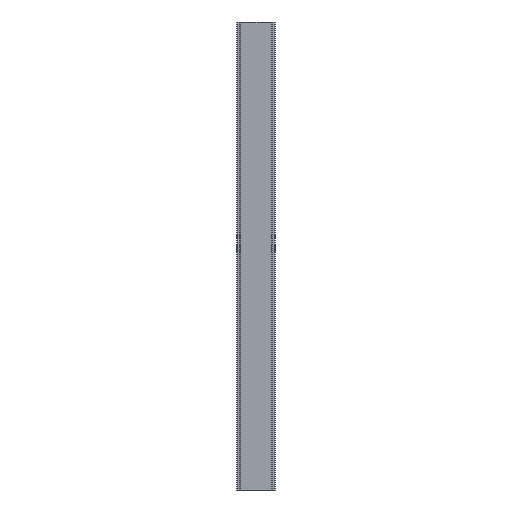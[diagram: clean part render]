
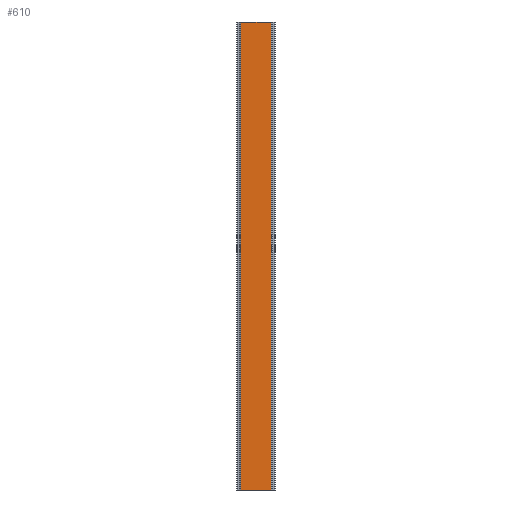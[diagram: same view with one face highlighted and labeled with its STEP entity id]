
A CAD part, front view. The second image highlights one B-rep face of the part: STEP entity #610.
In plain terms, the highlighted planar face has unit normal (0, -1, 0).
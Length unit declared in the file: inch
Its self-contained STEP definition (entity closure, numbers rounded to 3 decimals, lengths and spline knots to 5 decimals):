
#19 = ORIENTED_EDGE ( 'NONE', *, *, #251, .T. ) ;
#30 = CARTESIAN_POINT ( 'NONE',  ( -0.7825, 0., -24. ) ) ;
#50 = ORIENTED_EDGE ( 'NONE', *, *, #256, .F. ) ;
#72 = LINE ( 'NONE', #390, #369 ) ;
#76 = DIRECTION ( 'NONE',  ( 0., 0., 1. ) ) ;
#80 = VERTEX_POINT ( 'NONE', #1144 ) ;
#139 = EDGE_CURVE ( 'NONE', #345, #1111, #858, .T. ) ;
#193 = CARTESIAN_POINT ( 'NONE',  ( 0.7825, 0., -24. ) ) ;
#220 = EDGE_LOOP ( 'NONE', ( #50, #359, #267, #19 ) ) ;
#251 = EDGE_CURVE ( 'NONE', #80, #1035, #304, .T. ) ;
#256 = EDGE_CURVE ( 'NONE', #1111, #1035, #72, .T. ) ;
#267 = ORIENTED_EDGE ( 'NONE', *, *, #415, .T. ) ;
#304 = LINE ( 'NONE', #193, #1005 ) ;
#345 = VERTEX_POINT ( 'NONE', #30 ) ;
#353 = CARTESIAN_POINT ( 'NONE',  ( -0.7825, 0., -24. ) ) ;
#359 = ORIENTED_EDGE ( 'NONE', *, *, #139, .F. ) ;
#369 = VECTOR ( 'NONE', #733, 39.37008 ) ;
#386 = DIRECTION ( 'NONE',  ( 0., 0., 1. ) ) ;
#390 = CARTESIAN_POINT ( 'NONE',  ( -0.7825, 0., 0. ) ) ;
#415 = EDGE_CURVE ( 'NONE', #345, #80, #621, .T. ) ;
#423 = CARTESIAN_POINT ( 'NONE',  ( -0.7825, 0., -24. ) ) ;
#474 = PLANE ( 'NONE',  #1137 ) ;
#610 = ADVANCED_FACE ( 'NONE', ( #736 ), #474, .T. ) ;
#621 = LINE ( 'NONE', #423, #851 ) ;
#646 = DIRECTION ( 'NONE',  ( 0., -1., 0. ) ) ;
#683 = DIRECTION ( 'NONE',  ( 1., 0., 0. ) ) ;
#733 = DIRECTION ( 'NONE',  ( 1., 0., 0. ) ) ;
#736 = FACE_OUTER_BOUND ( 'NONE', #220, .T. ) ;
#819 = VECTOR ( 'NONE', #76, 39.37008 ) ;
#834 = DIRECTION ( 'NONE',  ( 0., 0., -1. ) ) ;
#851 = VECTOR ( 'NONE', #683, 39.37008 ) ;
#858 = LINE ( 'NONE', #353, #819 ) ;
#893 = CARTESIAN_POINT ( 'NONE',  ( -0.7825, 0., 0. ) ) ;
#969 = CARTESIAN_POINT ( 'NONE',  ( 0.7825, 0., 0. ) ) ;
#1005 = VECTOR ( 'NONE', #386, 39.37008 ) ;
#1035 = VERTEX_POINT ( 'NONE', #969 ) ;
#1105 = CARTESIAN_POINT ( 'NONE',  ( -0.7825, 0., -24. ) ) ;
#1111 = VERTEX_POINT ( 'NONE', #893 ) ;
#1137 = AXIS2_PLACEMENT_3D ( 'NONE', #1105, #646, #834 ) ;
#1144 = CARTESIAN_POINT ( 'NONE',  ( 0.7825, 0., -24. ) ) ;
